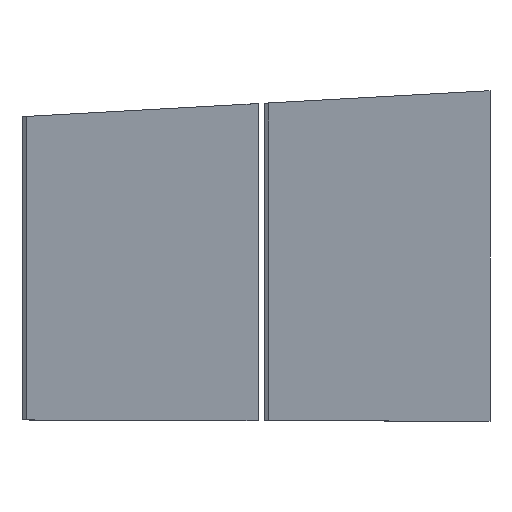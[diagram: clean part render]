
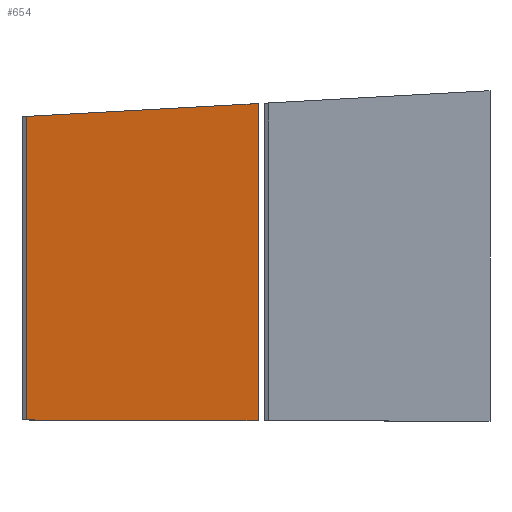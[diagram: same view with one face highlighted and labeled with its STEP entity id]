
A CAD part, top view. The second image highlights one B-rep face of the part: STEP entity #654.
In plain terms, the highlighted planar face has unit normal (0.851, 0, 0.526).
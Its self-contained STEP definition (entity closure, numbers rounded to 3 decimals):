
#383 = PLANE('',#384);
#384 = AXIS2_PLACEMENT_3D('',#385,#386,#387);
#385 = CARTESIAN_POINT('',(0.,0.,-7500.));
#386 = DIRECTION('',(0.,-1.,-0.));
#387 = DIRECTION('',(1.,0.,0.));
#409 = PLANE('',#410);
#410 = AXIS2_PLACEMENT_3D('',#411,#412,#413);
#411 = CARTESIAN_POINT('',(11363.495,22.278,
    3181.432));
#412 = DIRECTION('',(-0.526,0.,0.851));
#413 = DIRECTION('',(0.851,0.,0.526));
#435 = PLANE('',#436);
#436 = AXIS2_PLACEMENT_3D('',#437,#438,#439);
#437 = CARTESIAN_POINT('',(4.895,-84.046,0.));
#438 = DIRECTION('',(0.058,-0.998,0.));
#439 = DIRECTION('',(0.,0.,-1.));
#459 = PLANE('',#460);
#460 = AXIS2_PLACEMENT_3D('',#461,#462,#463);
#461 = CARTESIAN_POINT('',(-6932.039,-20.197,
    -9874.187));
#462 = DIRECTION('',(0.609,0.,-0.794));
#463 = DIRECTION('',(0.,-1.,0.));
#474 = VERTEX_POINT('',#475);
#475 = CARTESIAN_POINT('',(11608.501,0.,4344.003));
#496 = VERTEX_POINT('',#497);
#497 = CARTESIAN_POINT('',(12060.702,0.,3612.334));
#516 = EDGE_CURVE('',#474,#496,#517,.T.);
#517 = SURFACE_CURVE('',#518,(#522,#528),.PCURVE_S1.);
#518 = LINE('',#519,#520);
#519 = CARTESIAN_POINT('',(11158.913,0.,5071.445));
#520 = VECTOR('',#521,1.);
#521 = DIRECTION('',(0.526,0.,-0.851));
#522 = PCURVE('',#383,#523);
#523 = DEFINITIONAL_REPRESENTATION('',(#524),#527);
#524 = B_SPLINE_CURVE_WITH_KNOTS('',1,(#525,#526),.UNSPECIFIED.,.F.,.F.,
  (2,2),(769.148,1801.305),.PIECEWISE_BEZIER_KNOTS.);
#525 = CARTESIAN_POINT('',(11563.281,11917.17));
#526 = CARTESIAN_POINT('',(12105.922,11039.167));
#527 = ( GEOMETRIC_REPRESENTATION_CONTEXT(2) 
PARAMETRIC_REPRESENTATION_CONTEXT() REPRESENTATION_CONTEXT('2D SPACE',''
  ) );
#528 = PCURVE('',#529,#534);
#529 = PLANE('',#530);
#530 = AXIS2_PLACEMENT_3D('',#531,#532,#533);
#531 = CARTESIAN_POINT('',(8621.06,-45.2,
    9177.733));
#532 = DIRECTION('',(0.851,0.,0.526));
#533 = DIRECTION('',(0.,-1.,0.));
#534 = DEFINITIONAL_REPRESENTATION('',(#535),#538);
#535 = B_SPLINE_CURVE_WITH_KNOTS('',1,(#536,#537),.UNSPECIFIED.,.F.,.F.,
  (2,2),(769.148,1801.305),.PIECEWISE_BEZIER_KNOTS.);
#536 = CARTESIAN_POINT('',(-45.2,5596.394));
#537 = CARTESIAN_POINT('',(-45.2,6628.551));
#538 = ( GEOMETRIC_REPRESENTATION_CONTEXT(2) 
PARAMETRIC_REPRESENTATION_CONTEXT() REPRESENTATION_CONTEXT('2D SPACE',''
  ) );
#544 = VERTEX_POINT('',#545);
#545 = CARTESIAN_POINT('',(11608.501,591.787,
    4344.003));
#564 = EDGE_CURVE('',#544,#474,#565,.T.);
#565 = SURFACE_CURVE('',#566,(#570,#576),.PCURVE_S1.);
#566 = LINE('',#567,#568);
#567 = CARTESIAN_POINT('',(11608.501,-32.698,
    4344.003));
#568 = VECTOR('',#569,1.);
#569 = DIRECTION('',(0.,-1.,0.));
#570 = PCURVE('',#459,#571);
#571 = DEFINITIONAL_REPRESENTATION('',(#572),#575);
#572 = B_SPLINE_CURVE_WITH_KNOTS('',1,(#573,#574),.UNSPECIFIED.,.F.,.F.,
  (2,2),(-738.404,614.677),.PIECEWISE_BEZIER_KNOTS.);
#573 = CARTESIAN_POINT('',(-725.902,-23364.686));
#574 = CARTESIAN_POINT('',(627.179,-23364.686));
#575 = ( GEOMETRIC_REPRESENTATION_CONTEXT(2) 
PARAMETRIC_REPRESENTATION_CONTEXT() REPRESENTATION_CONTEXT('2D SPACE',''
  ) );
#576 = PCURVE('',#529,#577);
#577 = DEFINITIONAL_REPRESENTATION('',(#578),#581);
#578 = B_SPLINE_CURVE_WITH_KNOTS('',1,(#579,#580),.UNSPECIFIED.,.F.,.F.,
  (2,2),(-738.404,614.677),.PIECEWISE_BEZIER_KNOTS.);
#579 = CARTESIAN_POINT('',(-750.905,5682.407));
#580 = CARTESIAN_POINT('',(602.175,5682.407));
#581 = ( GEOMETRIC_REPRESENTATION_CONTEXT(2) 
PARAMETRIC_REPRESENTATION_CONTEXT() REPRESENTATION_CONTEXT('2D SPACE',''
  ) );
#589 = VERTEX_POINT('',#590);
#590 = CARTESIAN_POINT('',(12060.702,618.125,
    3612.334));
#609 = EDGE_CURVE('',#589,#544,#610,.T.);
#610 = SURFACE_CURVE('',#611,(#615,#621),.PCURVE_S1.);
#611 = LINE('',#612,#613);
#612 = CARTESIAN_POINT('',(9473.965,467.465,
    7797.719));
#613 = VECTOR('',#614,1.);
#614 = DIRECTION('',(-0.525,-0.031,0.85)
  );
#615 = PCURVE('',#435,#616);
#616 = DEFINITIONAL_REPRESENTATION('',(#617),#620);
#617 = B_SPLINE_CURVE_WITH_KNOTS('',1,(#618,#619),.UNSPECIFIED.,.F.,.F.,
  (2,2),(-6121.874,-3829.415),
  .PIECEWISE_BEZIER_KNOTS.);
#618 = CARTESIAN_POINT('',(-2592.597,12707.545));
#619 = CARTESIAN_POINT('',(-4541.76,11500.842));
#620 = ( GEOMETRIC_REPRESENTATION_CONTEXT(2) 
PARAMETRIC_REPRESENTATION_CONTEXT() REPRESENTATION_CONTEXT('2D SPACE',''
  ) );
#621 = PCURVE('',#529,#622);
#622 = DEFINITIONAL_REPRESENTATION('',(#623),#626);
#623 = B_SPLINE_CURVE_WITH_KNOTS('',1,(#624,#625),.UNSPECIFIED.,.F.,.F.,
  (2,2),(-6121.874,-3829.415),
  .PIECEWISE_BEZIER_KNOTS.);
#624 = CARTESIAN_POINT('',(-700.032,7741.315));
#625 = CARTESIAN_POINT('',(-629.869,5449.93));
#626 = ( GEOMETRIC_REPRESENTATION_CONTEXT(2) 
PARAMETRIC_REPRESENTATION_CONTEXT() REPRESENTATION_CONTEXT('2D SPACE',''
  ) );
#633 = EDGE_CURVE('',#589,#496,#634,.T.);
#634 = SURFACE_CURVE('',#635,(#639,#645),.PCURVE_S1.);
#635 = LINE('',#636,#637);
#636 = CARTESIAN_POINT('',(12060.702,-11.461,
    3612.334));
#637 = VECTOR('',#638,1.);
#638 = DIRECTION('',(0.,-1.,0.));
#639 = PCURVE('',#409,#640);
#640 = DEFINITIONAL_REPRESENTATION('',(#641),#644);
#641 = B_SPLINE_CURVE_WITH_KNOTS('',1,(#642,#643),.UNSPECIFIED.,.F.,.F.,
  (2,2),(-770.704,641.065),.PIECEWISE_BEZIER_KNOTS.);
#642 = CARTESIAN_POINT('',(819.619,736.965));
#643 = CARTESIAN_POINT('',(819.619,-674.804));
#644 = ( GEOMETRIC_REPRESENTATION_CONTEXT(2) 
PARAMETRIC_REPRESENTATION_CONTEXT() REPRESENTATION_CONTEXT('2D SPACE',''
  ) );
#645 = PCURVE('',#529,#646);
#646 = DEFINITIONAL_REPRESENTATION('',(#647),#650);
#647 = B_SPLINE_CURVE_WITH_KNOTS('',1,(#648,#649),.UNSPECIFIED.,.F.,.F.,
  (2,2),(-770.704,641.065),.PIECEWISE_BEZIER_KNOTS.);
#648 = CARTESIAN_POINT('',(-804.443,6542.538));
#649 = CARTESIAN_POINT('',(607.326,6542.538));
#650 = ( GEOMETRIC_REPRESENTATION_CONTEXT(2) 
PARAMETRIC_REPRESENTATION_CONTEXT() REPRESENTATION_CONTEXT('2D SPACE',''
  ) );
#654 = ADVANCED_FACE('',(#655),#529,.T.);
#655 = FACE_BOUND('',#656,.T.);
#656 = EDGE_LOOP('',(#657,#658,#659,#660));
#657 = ORIENTED_EDGE('',*,*,#633,.F.);
#658 = ORIENTED_EDGE('',*,*,#609,.T.);
#659 = ORIENTED_EDGE('',*,*,#564,.T.);
#660 = ORIENTED_EDGE('',*,*,#516,.T.);
